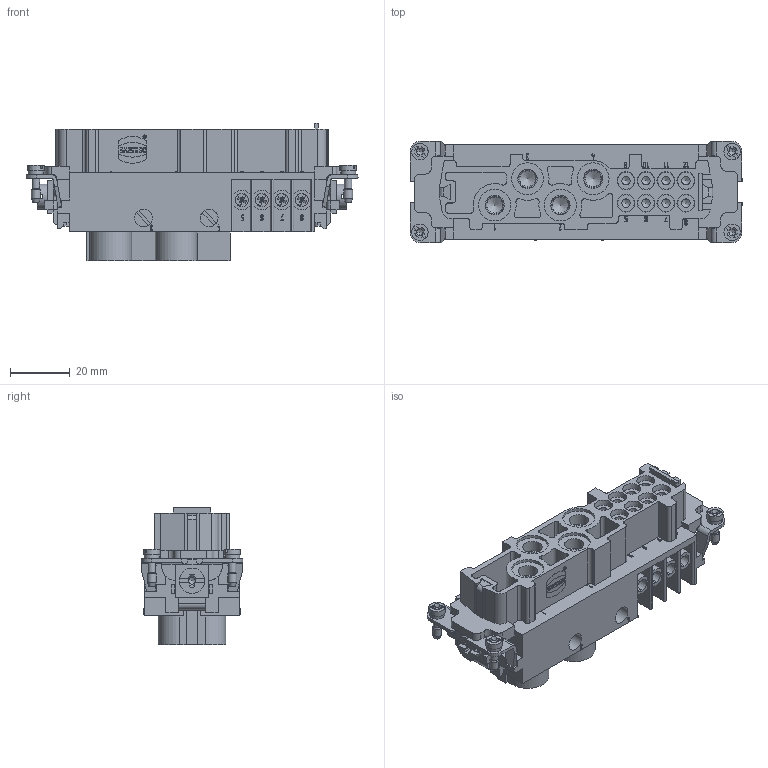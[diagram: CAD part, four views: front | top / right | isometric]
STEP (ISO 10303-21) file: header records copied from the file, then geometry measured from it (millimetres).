
FILE_DESCRIPTION(/* description */ (''),/* implementation_level */ '2;1');
FILE_NAME(/* name */ '100095149ugm000_c.stp',/* time_stamp */ '2019-05-09T15:48:46+02:00',/* author */ (''),/* organization */ (''),/* preprocessor_version */ 'ST-DEVELOPER v16.7',/* originating_system */ 'SIEMENS PLM Software NX 12.0',/* authorisation */ '');
FILE_SCHEMA (('AUTOMOTIVE_DESIGN { 1 0 10303 214 3 1 1 1 }'));
Products named in the file (1): 100095149ugm000_c
Bounding box: 111.3 x 34 x 46.2 mm (x, y, z)
Volume: 68938.4 mm3; surface area: 33342.9 mm2
Topology: 1 solids, 1 shells, 1711 faces, 4795 edges, 3263 vertices
Faces by surface type: plane 1141, cylinder 370, cone 150, torus 40, sphere 8, extrusion 2
Full cylindrical faces by diameter (mm): 1.025 x1, 1.211 x1, 2.5 x4, 2.8 x8, 3 x12, 3.05 x8, 3.2 x8, 5 x4, 5.5 x4, 6 x8, 6.5 x4, 6.53 x4, 7.25 x4, 8.5 x2, 10.7 x4
Entity records: 59529 total; most frequent: CARTESIAN_POINT 10796, ORIENTED_EDGE 8808, DIRECTION 8672, EDGE_CURVE 4404, VERTEX_POINT 3005, VECTOR 2988, LINE 2986, AXIS2_PLACEMENT_3D 2842
